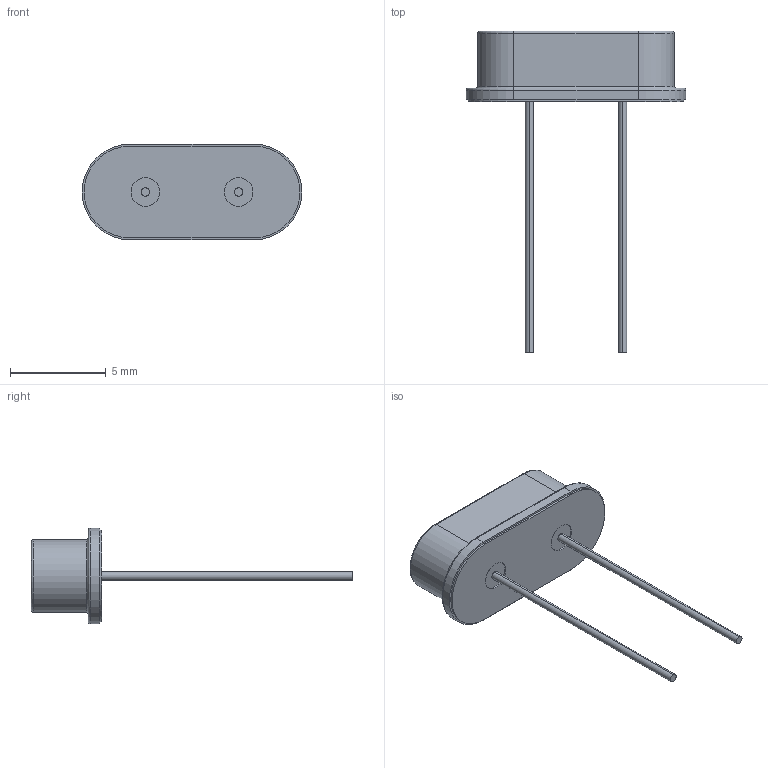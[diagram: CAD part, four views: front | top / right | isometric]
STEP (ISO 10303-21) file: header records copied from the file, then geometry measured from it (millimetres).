
FILE_DESCRIPTION (( 'STEP AP203' ), '1' );
FILE_NAME ('Crystal Oscillator.STEP', '2021-07-11T12:54:23', ( '' ), ( '' ), 'SwSTEP 2.0', 'SolidWorks 2019', '' );
FILE_SCHEMA (( 'CONFIG_CONTROL_DESIGN' ));
Length unit declared in the file: millimetre
Products named in the file (1): Crystal Oscillator
Bounding box: 11.5 x 16.83 x 5 mm (x, y, z)
Volume: 147.2 mm3; surface area: 231.4 mm2
Topology: 1 solids, 1 shells, 40 faces, 84 edges, 52 vertices
Faces by surface type: cylinder 20, plane 14, torus 6
Entity records: 1155 total; most frequent: DIRECTION 212, CARTESIAN_POINT 177, ORIENTED_EDGE 168, AXIS2_PLACEMENT_3D 87, EDGE_CURVE 84, VERTEX_POINT 52, CIRCLE 46, EDGE_LOOP 46
